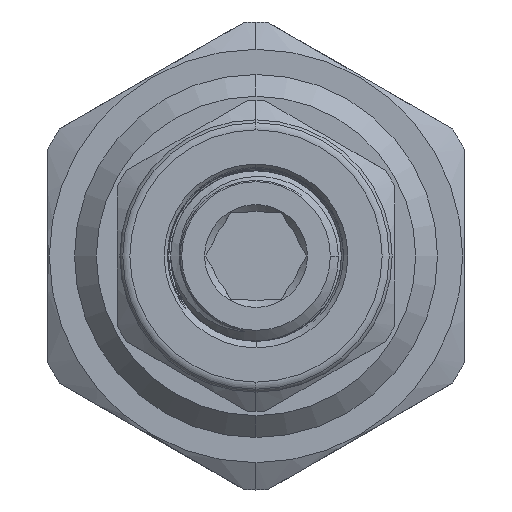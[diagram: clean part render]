
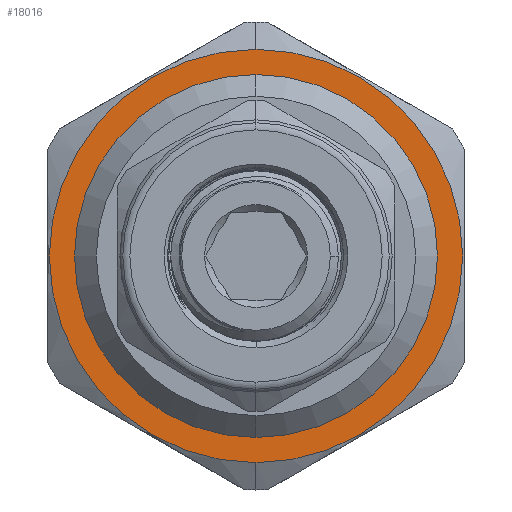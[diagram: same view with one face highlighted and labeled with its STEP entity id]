
A CAD part, left-side view. The second image highlights one B-rep face of the part: STEP entity #18016.
In plain terms, the highlighted planar face has unit normal (-1, 0, 0).
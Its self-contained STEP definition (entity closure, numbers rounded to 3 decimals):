
#197 = DIRECTION ( 'NONE',  ( -1., 0., 0. ) ) ;
#212 = CIRCLE ( 'NONE', #9426, 9.45 ) ;
#424 = DIRECTION ( 'NONE',  ( 0., 0., 1. ) ) ;
#1370 = CARTESIAN_POINT ( 'NONE',  ( 10.72, 0., -8.3 ) ) ;
#1759 = ORIENTED_EDGE ( 'NONE', *, *, #13364, .T. ) ;
#2135 = DIRECTION ( 'NONE',  ( -1., 0., 0. ) ) ;
#2586 = AXIS2_PLACEMENT_3D ( 'NONE', #12497, #2135, #5058 ) ;
#2800 = DIRECTION ( 'NONE',  ( 1., 0., 0. ) ) ;
#3345 = EDGE_LOOP ( 'NONE', ( #1759, #6866 ) ) ;
#3655 = CARTESIAN_POINT ( 'NONE',  ( 10.72, 0., -9.45 ) ) ;
#4262 = DIRECTION ( 'NONE',  ( -1., 0., 0. ) ) ;
#4291 = CIRCLE ( 'NONE', #2586, 8.3 ) ;
#4382 = DIRECTION ( 'NONE',  ( 0., 0., -1. ) ) ;
#4906 = CARTESIAN_POINT ( 'NONE',  ( 10.72, 0., 0. ) ) ;
#5058 = DIRECTION ( 'NONE',  ( 0., 0., 1. ) ) ;
#5515 = CARTESIAN_POINT ( 'NONE',  ( 10.72, 0., 0. ) ) ;
#6030 = ORIENTED_EDGE ( 'NONE', *, *, #13687, .F. ) ;
#6170 = EDGE_LOOP ( 'NONE', ( #6030, #16996 ) ) ;
#6725 = AXIS2_PLACEMENT_3D ( 'NONE', #7406, #197, #10292 ) ;
#6866 = ORIENTED_EDGE ( 'NONE', *, *, #14225, .T. ) ;
#7223 = CARTESIAN_POINT ( 'NONE',  ( 10.72, 0., -8.3 ) ) ;
#7228 = CIRCLE ( 'NONE', #12300, 9.45 ) ;
#7406 = CARTESIAN_POINT ( 'NONE',  ( 10.72, 0., 0. ) ) ;
#9426 = AXIS2_PLACEMENT_3D ( 'NONE', #4906, #17865, #424 ) ;
#9995 = DIRECTION ( 'NONE',  ( 0., 0., 1. ) ) ;
#10174 = PLANE ( 'NONE',  #17706 ) ;
#10292 = DIRECTION ( 'NONE',  ( 0., 0., 1. ) ) ;
#10403 = FACE_OUTER_BOUND ( 'NONE', #3345, .T. ) ;
#11031 = VERTEX_POINT ( 'NONE', #1370 ) ;
#11889 = VERTEX_POINT ( 'NONE', #13105 ) ;
#12300 = AXIS2_PLACEMENT_3D ( 'NONE', #5515, #4262, #9995 ) ;
#12497 = CARTESIAN_POINT ( 'NONE',  ( 10.72, 0., 0. ) ) ;
#13105 = CARTESIAN_POINT ( 'NONE',  ( 10.72, 0., 8.3 ) ) ;
#13364 = EDGE_CURVE ( 'NONE', #17678, #15816, #7228, .T. ) ;
#13687 = EDGE_CURVE ( 'NONE', #11889, #11031, #4291, .T. ) ;
#14225 = EDGE_CURVE ( 'NONE', #15816, #17678, #212, .T. ) ;
#15131 = FACE_BOUND ( 'NONE', #6170, .T. ) ;
#15146 = CIRCLE ( 'NONE', #6725, 8.3 ) ;
#15189 = EDGE_CURVE ( 'NONE', #11031, #11889, #15146, .T. ) ;
#15816 = VERTEX_POINT ( 'NONE', #17527 ) ;
#16996 = ORIENTED_EDGE ( 'NONE', *, *, #15189, .F. ) ;
#17527 = CARTESIAN_POINT ( 'NONE',  ( 10.72, 0., 9.45 ) ) ;
#17678 = VERTEX_POINT ( 'NONE', #3655 ) ;
#17706 = AXIS2_PLACEMENT_3D ( 'NONE', #7223, #2800, #4382 ) ;
#17865 = DIRECTION ( 'NONE',  ( -1., 0., 0. ) ) ;
#18016 = ADVANCED_FACE ( 'NONE', ( #15131, #10403 ), #10174, .F. ) ;
